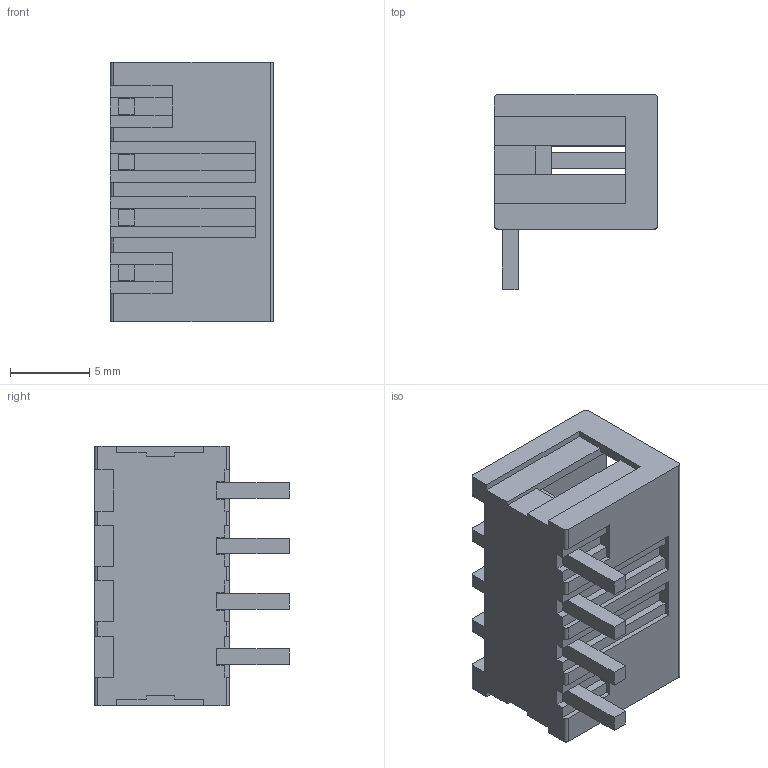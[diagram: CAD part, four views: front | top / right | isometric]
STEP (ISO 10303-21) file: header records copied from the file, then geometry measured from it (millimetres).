
FILE_DESCRIPTION(/* description */ ('STEP AP214'),/* implementation_level */ '2;1');
FILE_NAME(/* name */ '734-164',/* time_stamp */ '2024-10-25T02:45:33+02:00',/* author */ ('License CC BY-ND 4.0'),/* organization */ ('CADENAS'),/* preprocessor_version */ 'ST-DEVELOPER v19.3',/* originating_system */ 'PARTsolutions',/* authorisation */ ' ');
FILE_SCHEMA (('AUTOMOTIVE_DESIGN {1 0 10303 214 3 1 1}'));
Length unit declared in the file: millimetre
Products named in the file (1): 734-164
Bounding box: 10.3 x 12.3 x 16.4 mm (x, y, z)
Volume: 744.6 mm3; surface area: 1450.7 mm2
Topology: 1 solids, 1 shells, 158 faces, 441 edges, 294 vertices
Faces by surface type: plane 146, cylinder 12
Entity records: 6127 total; most frequent: CARTESIAN_POINT 894, ORIENTED_EDGE 882, DIRECTION 783, EDGE_CURVE 441, LINE 417, VECTOR 417, VERTEX_POINT 294, AXIS2_PLACEMENT_3D 183
